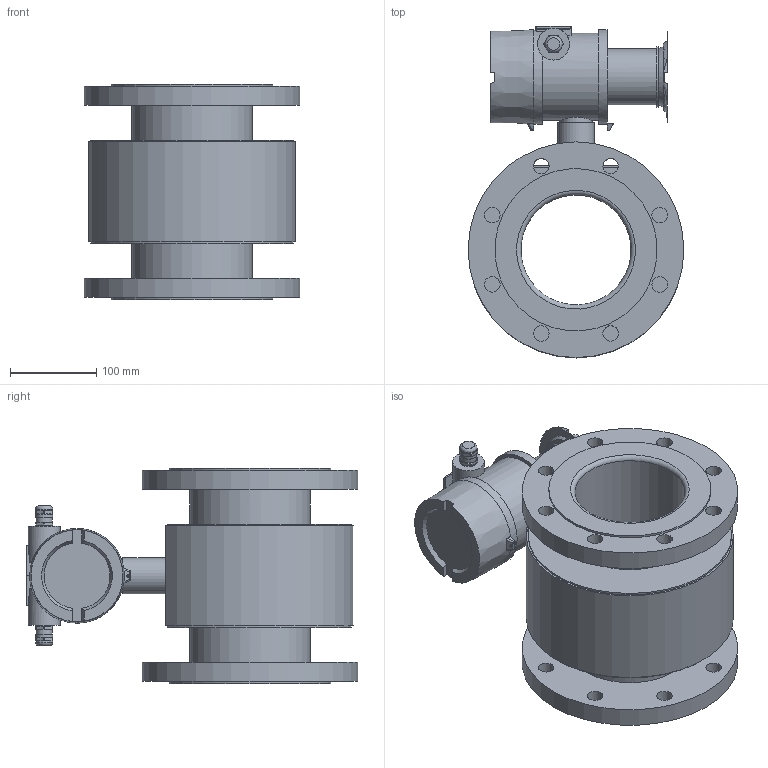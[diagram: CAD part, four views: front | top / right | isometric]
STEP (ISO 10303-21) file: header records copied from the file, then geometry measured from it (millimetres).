
FILE_DESCRIPTION(/* description */ (''),/* implementation_level */ '2;1');
FILE_NAME(/* name */ 'magflux A DN125 kompakt.stp',/* time_stamp */ '2021-11-30T01:03:22+01:00',/* author */ ('g.duesseldorf'),/* organization */ (''),/* preprocessor_version */ 'ST-DEVELOPER v18.1',/* originating_system */ 'Autodesk Inventor 2022',/* authorisation */ '');
FILE_SCHEMA (('CONFIG_CONTROL_DESIGN'));
Length unit declared in the file: millimetre
Products named in the file (1): magflux A DN125 kompakt_Ersatzobjekt_1
Bounding box: 250 x 384.5 x 250 mm (x, y, z)
Volume: 4010087.8 mm3; surface area: 852424.1 mm2
Topology: 7 solids, 8 shells, 323 faces, 757 edges, 480 vertices
Faces by surface type: plane 148, cylinder 99, cone 59, torus 10, bspline 5, sphere 2
Full cylindrical faces by diameter (mm): 3 x2, 5 x2, 17 x4, 18 x16, 18.376 x1, 18.6 x4, 19.8 x4, 20 x1, 37 x2, 37.8 x1, 40.5 x1, 42 x1, 65 x1, 70.25 x1, 78 x1, 100.8 x1, 109.6 x2, 127.7 x1, 133.7 x2, 139.7 x3, 141.1 x4, 188 x2, 250 x2
Entity records: 10133 total; most frequent: CARTESIAN_POINT 2314, DIRECTION 1587, ORIENTED_EDGE 1510, EDGE_CURVE 755, AXIS2_PLACEMENT_3D 651, VERTEX_POINT 480, EDGE_LOOP 401, STYLED_ITEM 330
